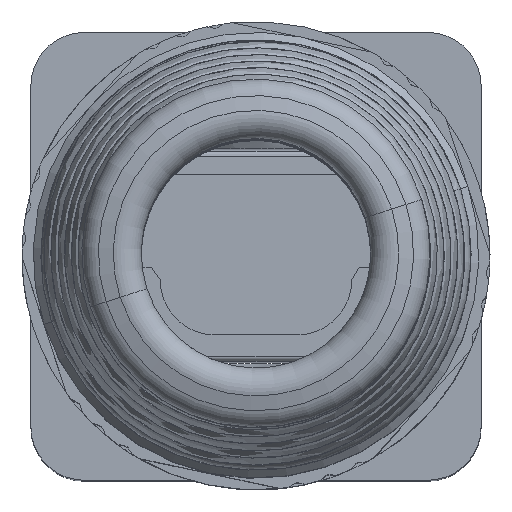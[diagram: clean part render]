
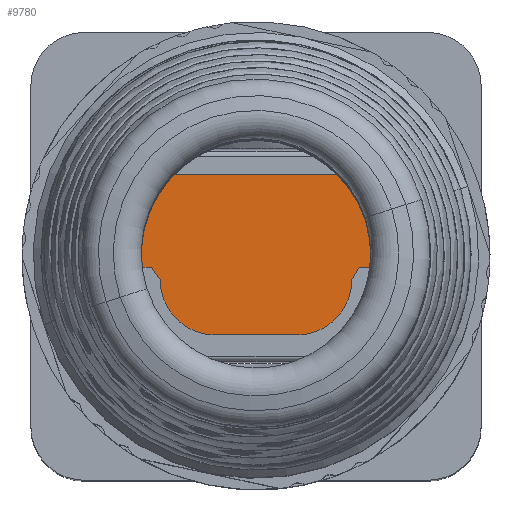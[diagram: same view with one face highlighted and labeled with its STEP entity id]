
A CAD part, top view. The second image highlights one B-rep face of the part: STEP entity #9780.
In plain terms, the highlighted planar face has unit normal (0, 0, 1).
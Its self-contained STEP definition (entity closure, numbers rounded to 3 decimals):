
#9178=AXIS2_PLACEMENT_3D('Circle Axis2P3D',#9176,#9177,$) ;
#9249=AXIS2_PLACEMENT_3D('Circle Axis2P3D',#9247,#9248,$) ;
#9351=AXIS2_PLACEMENT_3D('Circle Axis2P3D',#9349,#9350,$) ;
#9399=AXIS2_PLACEMENT_3D('Circle Axis2P3D',#9397,#9398,$) ;
#9764=AXIS2_PLACEMENT_3D('Plane Axis2P3D',#9761,#9762,#9763) ;
#9141=CARTESIAN_POINT('Vertex',(4.95,10.015,31.15)) ;
#9144=CARTESIAN_POINT('Line Origine',(4.95,11.945,31.15)) ;
#9148=CARTESIAN_POINT('Vertex',(4.95,13.875,31.15)) ;
#9176=CARTESIAN_POINT('Axis2P3D Location',(5.25,13.875,31.15)) ;
#9180=CARTESIAN_POINT('Vertex',(5.25,14.175,31.15)) ;
#9212=CARTESIAN_POINT('Line Origine',(10.5,14.175,31.15)) ;
#9216=CARTESIAN_POINT('Vertex',(15.75,14.175,31.15)) ;
#9247=CARTESIAN_POINT('Axis2P3D Location',(15.75,13.875,31.15)) ;
#9251=CARTESIAN_POINT('Vertex',(16.05,13.875,31.15)) ;
#9276=CARTESIAN_POINT('Line Origine',(16.05,11.945,31.15)) ;
#9280=CARTESIAN_POINT('Vertex',(16.05,10.015,31.15)) ;
#9301=CARTESIAN_POINT('Line Origine',(15.59,10.015,31.15)) ;
#9305=CARTESIAN_POINT('Vertex',(15.13,10.015,31.15)) ;
#9325=CARTESIAN_POINT('Line Origine',(14.965,9.73,31.15)) ;
#9329=CARTESIAN_POINT('Vertex',(14.8,9.445,31.15)) ;
#9349=CARTESIAN_POINT('Axis2P3D Location',(12.33,9.445,31.15)) ;
#9353=CARTESIAN_POINT('Vertex',(12.33,6.975,31.15)) ;
#9373=CARTESIAN_POINT('Line Origine',(10.5,6.975,31.15)) ;
#9377=CARTESIAN_POINT('Vertex',(8.67,6.975,31.15)) ;
#9397=CARTESIAN_POINT('Axis2P3D Location',(8.67,9.445,31.15)) ;
#9401=CARTESIAN_POINT('Vertex',(6.2,9.445,31.15)) ;
#9421=CARTESIAN_POINT('Line Origine',(6.001,9.73,31.15)) ;
#9425=CARTESIAN_POINT('Vertex',(5.801,10.015,31.15)) ;
#9445=CARTESIAN_POINT('Line Origine',(5.376,10.015,31.15)) ;
#9761=CARTESIAN_POINT('Axis2P3D Location',(5.25,13.875,31.15)) ;
#9145=DIRECTION('Vector Direction',(0.,1.,0.)) ;
#9177=DIRECTION('Axis2P3D Direction',(0.,0.,-1.)) ;
#9213=DIRECTION('Vector Direction',(1.,0.,0.)) ;
#9248=DIRECTION('Axis2P3D Direction',(0.,0.,-1.)) ;
#9277=DIRECTION('Vector Direction',(0.,-1.,0.)) ;
#9302=DIRECTION('Vector Direction',(-1.,0.,0.)) ;
#9326=DIRECTION('Vector Direction',(-0.5,-0.866,0.)) ;
#9350=DIRECTION('Axis2P3D Direction',(0.,0.,-1.)) ;
#9374=DIRECTION('Vector Direction',(-1.,0.,0.)) ;
#9398=DIRECTION('Axis2P3D Direction',(0.,0.,-1.)) ;
#9422=DIRECTION('Vector Direction',(-0.574,0.819,0.)) ;
#9446=DIRECTION('Vector Direction',(-1.,0.,0.)) ;
#9762=DIRECTION('Axis2P3D Direction',(0.,0.,-1.)) ;
#9763=DIRECTION('Axis2P3D XDirection',(1.,0.,0.)) ;
#9146=VECTOR('Line Direction',#9145,1.) ;
#9214=VECTOR('Line Direction',#9213,1.) ;
#9278=VECTOR('Line Direction',#9277,1.) ;
#9303=VECTOR('Line Direction',#9302,1.) ;
#9327=VECTOR('Line Direction',#9326,1.) ;
#9375=VECTOR('Line Direction',#9374,1.) ;
#9423=VECTOR('Line Direction',#9422,1.) ;
#9447=VECTOR('Line Direction',#9446,1.) ;
#9767=ORIENTED_EDGE('',*,*,#9150,.F.) ;
#9768=ORIENTED_EDGE('',*,*,#9449,.F.) ;
#9769=ORIENTED_EDGE('',*,*,#9427,.F.) ;
#9770=ORIENTED_EDGE('',*,*,#9403,.F.) ;
#9771=ORIENTED_EDGE('',*,*,#9379,.F.) ;
#9772=ORIENTED_EDGE('',*,*,#9355,.F.) ;
#9773=ORIENTED_EDGE('',*,*,#9331,.F.) ;
#9774=ORIENTED_EDGE('',*,*,#9307,.F.) ;
#9775=ORIENTED_EDGE('',*,*,#9282,.F.) ;
#9776=ORIENTED_EDGE('',*,*,#9253,.F.) ;
#9777=ORIENTED_EDGE('',*,*,#9218,.F.) ;
#9778=ORIENTED_EDGE('',*,*,#9182,.F.) ;
#9780=ADVANCED_FACE('Hauptk\X2\00F6\X0\rper',(#9779),#9765,.F.) ;
#9179=CIRCLE('generated circle',#9178,0.3) ;
#9250=CIRCLE('generated circle',#9249,0.3) ;
#9352=CIRCLE('generated circle',#9351,2.47) ;
#9400=CIRCLE('generated circle',#9399,2.47) ;
#9150=EDGE_CURVE('',#9142,#9149,#9147,.T.) ;
#9182=EDGE_CURVE('',#9149,#9181,#9179,.T.) ;
#9218=EDGE_CURVE('',#9181,#9217,#9215,.T.) ;
#9253=EDGE_CURVE('',#9217,#9252,#9250,.T.) ;
#9282=EDGE_CURVE('',#9252,#9281,#9279,.T.) ;
#9307=EDGE_CURVE('',#9281,#9306,#9304,.T.) ;
#9331=EDGE_CURVE('',#9306,#9330,#9328,.T.) ;
#9355=EDGE_CURVE('',#9330,#9354,#9352,.T.) ;
#9379=EDGE_CURVE('',#9354,#9378,#9376,.T.) ;
#9403=EDGE_CURVE('',#9378,#9402,#9400,.T.) ;
#9427=EDGE_CURVE('',#9402,#9426,#9424,.T.) ;
#9449=EDGE_CURVE('',#9426,#9142,#9448,.T.) ;
#9766=EDGE_LOOP('',(#9767,#9768,#9769,#9770,#9771,#9772,#9773,#9774,#9775,#9776,#9777,#9778)) ;
#9779=FACE_OUTER_BOUND('',#9766,.T.) ;
#9147=LINE('Line',#9144,#9146) ;
#9215=LINE('Line',#9212,#9214) ;
#9279=LINE('Line',#9276,#9278) ;
#9304=LINE('Line',#9301,#9303) ;
#9328=LINE('Line',#9325,#9327) ;
#9376=LINE('Line',#9373,#9375) ;
#9424=LINE('Line',#9421,#9423) ;
#9448=LINE('Line',#9445,#9447) ;
#9765=PLANE('',#9764) ;
#9142=VERTEX_POINT('',#9141) ;
#9149=VERTEX_POINT('',#9148) ;
#9181=VERTEX_POINT('',#9180) ;
#9217=VERTEX_POINT('',#9216) ;
#9252=VERTEX_POINT('',#9251) ;
#9281=VERTEX_POINT('',#9280) ;
#9306=VERTEX_POINT('',#9305) ;
#9330=VERTEX_POINT('',#9329) ;
#9354=VERTEX_POINT('',#9353) ;
#9378=VERTEX_POINT('',#9377) ;
#9402=VERTEX_POINT('',#9401) ;
#9426=VERTEX_POINT('',#9425) ;
